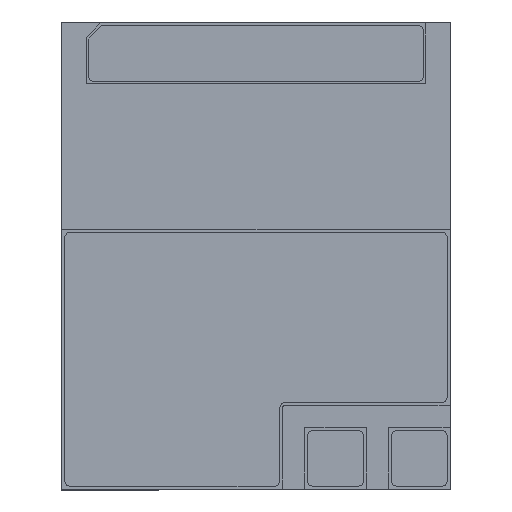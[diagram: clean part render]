
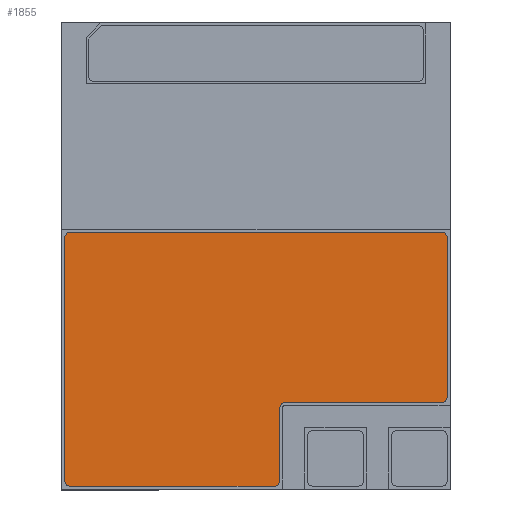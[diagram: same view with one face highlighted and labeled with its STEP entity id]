
A CAD part, top view. The second image highlights one B-rep face of the part: STEP entity #1855.
In plain terms, the highlighted planar face has unit normal (0, 0, 1).
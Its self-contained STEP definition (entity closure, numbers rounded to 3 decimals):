
#58 = DIRECTION ( 'NONE',  ( 0., 0., 1. ) ) ;
#62 = EDGE_CURVE ( 'NONE', #959, #473, #315, .T. ) ;
#139 = DIRECTION ( 'NONE',  ( 0., 0., 1. ) ) ;
#156 = VECTOR ( 'NONE', #1123, 1000. ) ;
#195 = DIRECTION ( 'NONE',  ( 1., 0., 0. ) ) ;
#242 = AXIS2_PLACEMENT_3D ( 'NONE', #2293, #58, #1888 ) ;
#276 = DIRECTION ( 'NONE',  ( 0., 0., 1. ) ) ;
#287 = CARTESIAN_POINT ( 'NONE',  ( 6.655, 1.665, 0.04 ) ) ;
#291 = VERTEX_POINT ( 'NONE', #287 ) ;
#302 = DIRECTION ( 'NONE',  ( 1., 0., 0. ) ) ;
#312 = DIRECTION ( 'NONE',  ( 0., 0., 1. ) ) ;
#313 = CARTESIAN_POINT ( 'NONE',  ( -0.095, 0.065, 0.04 ) ) ;
#315 = CIRCLE ( 'NONE', #1763, 0.1 ) ;
#337 = DIRECTION ( 'NONE',  ( 0., -1., 0. ) ) ;
#367 = VERTEX_POINT ( 'NONE', #313 ) ;
#372 = EDGE_CURVE ( 'NONE', #2358, #1212, #1862, .T. ) ;
#439 = CARTESIAN_POINT ( 'NONE',  ( -0.195, 0.165, 0.04 ) ) ;
#473 = VERTEX_POINT ( 'NONE', #567 ) ;
#483 = DIRECTION ( 'NONE',  ( 0., 0., 1. ) ) ;
#486 = DIRECTION ( 'NONE',  ( -1., 0., 0. ) ) ;
#503 = ORIENTED_EDGE ( 'NONE', *, *, #1892, .T. ) ;
#518 = CIRCLE ( 'NONE', #242, 0.1 ) ;
#523 = ORIENTED_EDGE ( 'NONE', *, *, #62, .T. ) ;
#531 = EDGE_CURVE ( 'NONE', #2242, #2405, #1730, .T. ) ;
#539 = ORIENTED_EDGE ( 'NONE', *, *, #2028, .T. ) ;
#540 = LINE ( 'NONE', #2485, #2174 ) ;
#560 = ORIENTED_EDGE ( 'NONE', *, *, #1159, .T. ) ;
#567 = CARTESIAN_POINT ( 'NONE',  ( 3.655, 0.165, 0.04 ) ) ;
#570 = ORIENTED_EDGE ( 'NONE', *, *, #531, .T. ) ;
#571 = CIRCLE ( 'NONE', #2486, 0.1 ) ;
#577 = EDGE_CURVE ( 'NONE', #2405, #1043, #1004, .T. ) ;
#601 = CARTESIAN_POINT ( 'NONE',  ( 3.555, 0.065, 0.04 ) ) ;
#614 = DIRECTION ( 'NONE',  ( 1., 0., 0. ) ) ;
#668 = VERTEX_POINT ( 'NONE', #1094 ) ;
#785 = VECTOR ( 'NONE', #1233, 1000. ) ;
#948 = EDGE_CURVE ( 'NONE', #1553, #668, #540, .T. ) ;
#951 = VECTOR ( 'NONE', #614, 1000. ) ;
#959 = VERTEX_POINT ( 'NONE', #601 ) ;
#973 = CARTESIAN_POINT ( 'NONE',  ( 6.655, 4.515, 0.04 ) ) ;
#1004 = LINE ( 'NONE', #2595, #156 ) ;
#1043 = VERTEX_POINT ( 'NONE', #2657 ) ;
#1047 = LINE ( 'NONE', #2123, #1154 ) ;
#1094 = CARTESIAN_POINT ( 'NONE',  ( -0.095, 4.615, 0.04 ) ) ;
#1114 = CARTESIAN_POINT ( 'NONE',  ( 6.555, 4.615, 0.04 ) ) ;
#1123 = DIRECTION ( 'NONE',  ( 1., 0., 0. ) ) ;
#1147 = DIRECTION ( 'NONE',  ( 0., 0., -1. ) ) ;
#1154 = VECTOR ( 'NONE', #1913, 1000. ) ;
#1155 = LINE ( 'NONE', #2722, #951 ) ;
#1159 = EDGE_CURVE ( 'NONE', #1043, #291, #571, .T. ) ;
#1208 = EDGE_CURVE ( 'NONE', #291, #2183, #1047, .T. ) ;
#1212 = VERTEX_POINT ( 'NONE', #439 ) ;
#1233 = DIRECTION ( 'NONE',  ( 0., 1., 0. ) ) ;
#1234 = AXIS2_PLACEMENT_3D ( 'NONE', #2610, #1147, #2398 ) ;
#1261 = ORIENTED_EDGE ( 'NONE', *, *, #372, .T. ) ;
#1358 = CIRCLE ( 'NONE', #2526, 0.1 ) ;
#1438 = CARTESIAN_POINT ( 'NONE',  ( -0.195, 4.515, 0.04 ) ) ;
#1460 = EDGE_CURVE ( 'NONE', #367, #959, #1155, .T. ) ;
#1468 = CARTESIAN_POINT ( 'NONE',  ( 6.555, 4.515, 0.04 ) ) ;
#1504 = CARTESIAN_POINT ( 'NONE',  ( -0.095, 0.165, 0.04 ) ) ;
#1537 = EDGE_CURVE ( 'NONE', #668, #2358, #518, .T. ) ;
#1553 = VERTEX_POINT ( 'NONE', #1114 ) ;
#1587 = CARTESIAN_POINT ( 'NONE',  ( -0.195, 4.515, 0.04 ) ) ;
#1646 = DIRECTION ( 'NONE',  ( 1., 0., 0. ) ) ;
#1730 = CIRCLE ( 'NONE', #1234, 0.1 ) ;
#1763 = AXIS2_PLACEMENT_3D ( 'NONE', #2049, #139, #1646 ) ;
#1782 = ORIENTED_EDGE ( 'NONE', *, *, #577, .T. ) ;
#1829 = FACE_OUTER_BOUND ( 'NONE', #2341, .T. ) ;
#1834 = ORIENTED_EDGE ( 'NONE', *, *, #1460, .T. ) ;
#1855 = ADVANCED_FACE ( 'NONE', ( #1829 ), #2077, .T. ) ;
#1862 = LINE ( 'NONE', #1587, #2137 ) ;
#1888 = DIRECTION ( 'NONE',  ( 1., 0., 0. ) ) ;
#1892 = EDGE_CURVE ( 'NONE', #473, #2242, #2408, .T. ) ;
#1906 = CARTESIAN_POINT ( 'NONE',  ( 6.555, 1.665, 0.04 ) ) ;
#1913 = DIRECTION ( 'NONE',  ( 0., 1., 0. ) ) ;
#1948 = DIRECTION ( 'NONE',  ( 1., 0., 0. ) ) ;
#2008 = CARTESIAN_POINT ( 'NONE',  ( 3.655, 1.465, 0.04 ) ) ;
#2028 = EDGE_CURVE ( 'NONE', #2183, #1553, #2464, .T. ) ;
#2048 = EDGE_CURVE ( 'NONE', #1212, #367, #1358, .T. ) ;
#2049 = CARTESIAN_POINT ( 'NONE',  ( 3.555, 0.165, 0.04 ) ) ;
#2072 = ORIENTED_EDGE ( 'NONE', *, *, #1537, .T. ) ;
#2073 = ORIENTED_EDGE ( 'NONE', *, *, #1208, .T. ) ;
#2077 = PLANE ( 'NONE',  #2435 ) ;
#2091 = AXIS2_PLACEMENT_3D ( 'NONE', #1468, #483, #302 ) ;
#2123 = CARTESIAN_POINT ( 'NONE',  ( 6.655, 1.665, 0.04 ) ) ;
#2137 = VECTOR ( 'NONE', #337, 1000. ) ;
#2174 = VECTOR ( 'NONE', #486, 1000. ) ;
#2183 = VERTEX_POINT ( 'NONE', #973 ) ;
#2242 = VERTEX_POINT ( 'NONE', #2008 ) ;
#2260 = ORIENTED_EDGE ( 'NONE', *, *, #948, .T. ) ;
#2293 = CARTESIAN_POINT ( 'NONE',  ( -0.095, 4.515, 0.04 ) ) ;
#2300 = DIRECTION ( 'NONE',  ( 0., 0., 1. ) ) ;
#2341 = EDGE_LOOP ( 'NONE', ( #2618, #1834, #523, #503, #570, #1782, #560, #2073, #539, #2260, #2072, #1261 ) ) ;
#2358 = VERTEX_POINT ( 'NONE', #1438 ) ;
#2398 = DIRECTION ( 'NONE',  ( 1., 0., 0. ) ) ;
#2405 = VERTEX_POINT ( 'NONE', #2517 ) ;
#2408 = LINE ( 'NONE', #2504, #785 ) ;
#2435 = AXIS2_PLACEMENT_3D ( 'NONE', #1504, #2300, #195 ) ;
#2464 = CIRCLE ( 'NONE', #2091, 0.1 ) ;
#2485 = CARTESIAN_POINT ( 'NONE',  ( 6.555, 4.615, 0.04 ) ) ;
#2486 = AXIS2_PLACEMENT_3D ( 'NONE', #1906, #276, #2667 ) ;
#2504 = CARTESIAN_POINT ( 'NONE',  ( 3.655, 0.165, 0.04 ) ) ;
#2517 = CARTESIAN_POINT ( 'NONE',  ( 3.755, 1.565, 0.04 ) ) ;
#2526 = AXIS2_PLACEMENT_3D ( 'NONE', #2611, #312, #1948 ) ;
#2595 = CARTESIAN_POINT ( 'NONE',  ( 3.755, 1.565, 0.04 ) ) ;
#2610 = CARTESIAN_POINT ( 'NONE',  ( 3.755, 1.465, 0.04 ) ) ;
#2611 = CARTESIAN_POINT ( 'NONE',  ( -0.095, 0.165, 0.04 ) ) ;
#2618 = ORIENTED_EDGE ( 'NONE', *, *, #2048, .T. ) ;
#2657 = CARTESIAN_POINT ( 'NONE',  ( 6.555, 1.565, 0.04 ) ) ;
#2667 = DIRECTION ( 'NONE',  ( 1., 0., 0. ) ) ;
#2722 = CARTESIAN_POINT ( 'NONE',  ( -0.095, 0.065, 0.04 ) ) ;
